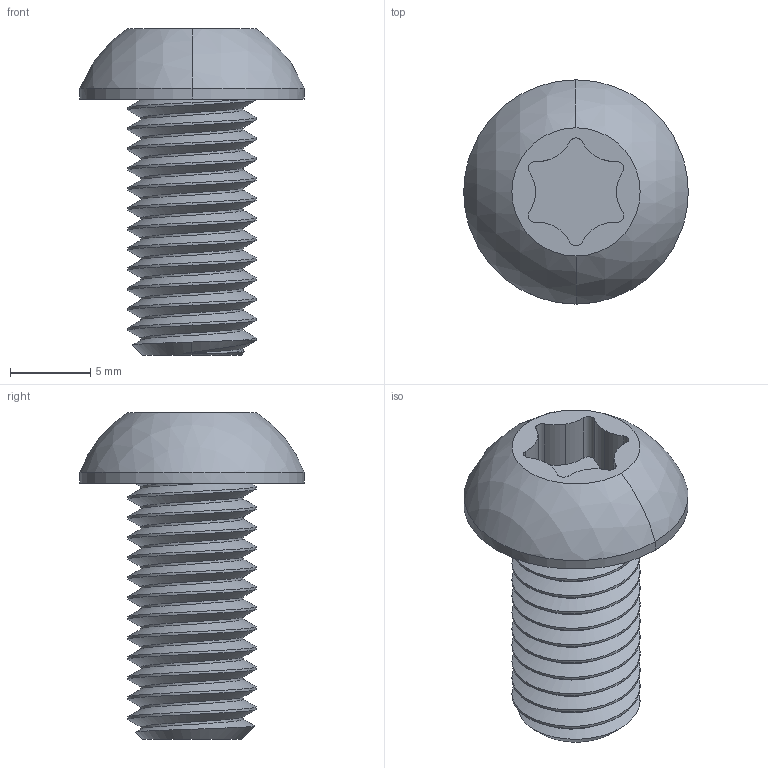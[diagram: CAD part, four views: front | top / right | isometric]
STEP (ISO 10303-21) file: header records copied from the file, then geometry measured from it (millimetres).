
FILE_DESCRIPTION (( 'STEP AP203' ), '1' );
FILE_NAME ('92832A594_Zinc-Plated Alloy Steel Button Head Torx Screws.STEP', '2021-12-02T18:56:08', ( 'Administrator' ), ( 'Managed by Terraform' ), 'SwSTEP 2.0', 'SolidWorks 2017', '' );
FILE_SCHEMA (( 'CONFIG_CONTROL_DESIGN' ));
Length unit declared in the file: millimetre
Products named in the file (1): 92832A594_Zinc-Plated Alloy Steel Button Head Torx Screws
Bounding box: 14 x 14 x 20.4 mm (x, y, z)
Volume: 1081.6 mm3; surface area: 1090.4 mm2
Topology: 1 solids, 1 shells, 57 faces, 157 edges, 104 vertices
Faces by surface type: cylinder 45, plane 4, cone 3, bspline 3, sphere 2
Entity records: 4007 total; most frequent: CARTESIAN_POINT 2614, ORIENTED_EDGE 314, DIRECTION 253, EDGE_CURVE 157, VERTEX_POINT 104, AXIS2_PLACEMENT_3D 103, EDGE_LOOP 59, FACE_OUTER_BOUND 57
